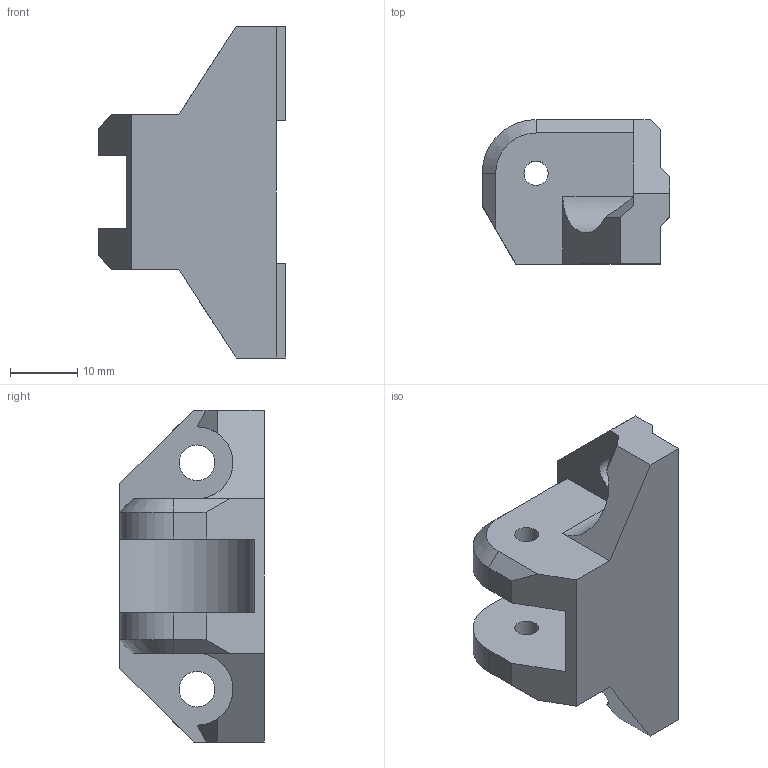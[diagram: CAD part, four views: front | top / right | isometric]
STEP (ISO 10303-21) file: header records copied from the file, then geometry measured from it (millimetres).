
FILE_DESCRIPTION(/* description */ (''),/* implementation_level */ '2;1');
FILE_NAME(/* name */ 'y_idler.stp',/* time_stamp */ '2017-09-21T18:24:31+02:00',/* author */ (''),/* organization */ (''),/* preprocessor_version */ 'ST-DEVELOPER v16.13',/* originating_system */ 'Autodesk Translation Framework v6.1.1.50',/* authorisation */ '');
FILE_SCHEMA (('AUTOMOTIVE_DESIGN { 1 0 10303 214 3 1 1 }'));
Length unit declared in the file: millimetre
Products named in the file (1): y_idler
Bounding box: 27.9 x 21.5 x 49.4 mm (x, y, z)
Volume: 11111.3 mm3; surface area: 5226.4 mm2
Topology: 1 solids, 1 shells, 54 faces, 149 edges, 98 vertices
Faces by surface type: plane 43, cylinder 9, cone 2
Full cylindrical faces by diameter (mm): 3.6 x2, 5.3 x2
Entity records: 1728 total; most frequent: CARTESIAN_POINT 298, ORIENTED_EDGE 290, DIRECTION 277, EDGE_CURVE 145, LINE 123, VECTOR 123, VERTEX_POINT 98, AXIS2_PLACEMENT_3D 77
